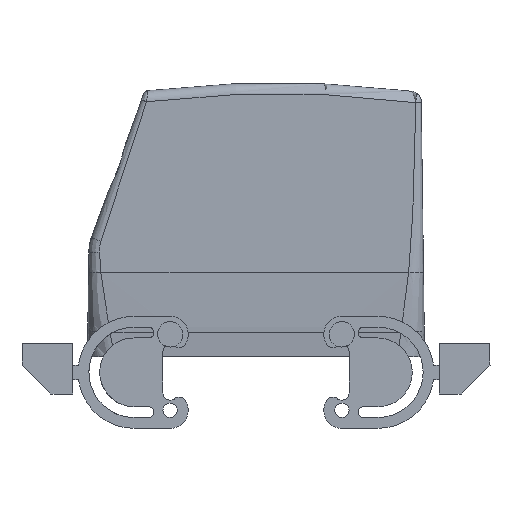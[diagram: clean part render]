
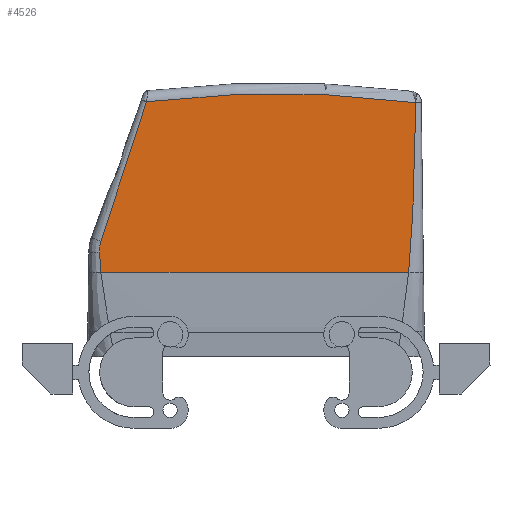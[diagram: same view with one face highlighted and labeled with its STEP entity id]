
A CAD part, left-side view. The second image highlights one B-rep face of the part: STEP entity #4526.
In plain terms, the highlighted planar face has unit normal (-1, 0, 0).
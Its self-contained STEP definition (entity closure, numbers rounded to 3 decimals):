
#4482=AXIS2_PLACEMENT_3D('Plane Axis2P3D',#4479,#4480,#4481) ;
#4486=AXIS2_PLACEMENT_3D('Circle Axis2P3D',#4484,#4485,$) ;
#2432=CARTESIAN_POINT('Vertex',(5.75,22.511,43.138)) ;
#2471=CARTESIAN_POINT('Line Origine',(5.75,64.519,43.138)) ;
#2475=CARTESIAN_POINT('Vertex',(5.75,107.691,43.138)) ;
#3050=CARTESIAN_POINT('Control Point',(5.75,108.021,48.761)) ;
#3051=CARTESIAN_POINT('Control Point',(5.75,107.972,47.639)) ;
#3052=CARTESIAN_POINT('Control Point',(5.75,107.921,46.514)) ;
#3053=CARTESIAN_POINT('Control Point',(5.75,107.859,45.389)) ;
#3054=CARTESIAN_POINT('Control Point',(5.75,107.783,44.263)) ;
#3055=CARTESIAN_POINT('Control Point',(5.75,107.691,43.138)) ;
#3056=CARTESIAN_POINT('Vertex',(5.75,108.021,48.761)) ;
#3930=CARTESIAN_POINT('Vertex',(5.75,20.514,90.128)) ;
#4274=CARTESIAN_POINT('Control Point',(5.75,20.514,90.128)) ;
#4275=CARTESIAN_POINT('Control Point',(5.75,20.515,90.061)) ;
#4276=CARTESIAN_POINT('Control Point',(5.75,20.517,89.995)) ;
#4277=CARTESIAN_POINT('Control Point',(5.75,20.518,89.927)) ;
#4278=CARTESIAN_POINT('Control Point',(5.75,20.521,89.722)) ;
#4279=CARTESIAN_POINT('Control Point',(5.75,20.525,89.501)) ;
#4280=CARTESIAN_POINT('Control Point',(5.75,20.527,89.397)) ;
#4281=CARTESIAN_POINT('Control Point',(5.75,20.53,89.172)) ;
#4282=CARTESIAN_POINT('Control Point',(5.75,20.534,88.947)) ;
#4283=CARTESIAN_POINT('Control Point',(5.75,20.537,88.789)) ;
#4284=CARTESIAN_POINT('Control Point',(5.75,20.542,88.474)) ;
#4285=CARTESIAN_POINT('Control Point',(5.75,20.548,88.159)) ;
#4286=CARTESIAN_POINT('Control Point',(5.75,20.551,88.001)) ;
#4287=CARTESIAN_POINT('Control Point',(5.75,20.562,87.37)) ;
#4288=CARTESIAN_POINT('Control Point',(5.75,20.573,86.738)) ;
#4289=CARTESIAN_POINT('Control Point',(5.75,20.582,86.264)) ;
#4290=CARTESIAN_POINT('Control Point',(5.75,20.6,85.317)) ;
#4291=CARTESIAN_POINT('Control Point',(5.75,20.619,84.369)) ;
#4292=CARTESIAN_POINT('Control Point',(5.75,20.628,83.895)) ;
#4293=CARTESIAN_POINT('Control Point',(5.75,20.658,82.474)) ;
#4294=CARTESIAN_POINT('Control Point',(5.75,20.689,81.053)) ;
#4295=CARTESIAN_POINT('Control Point',(5.75,20.711,80.106)) ;
#4296=CARTESIAN_POINT('Control Point',(5.75,20.791,76.815)) ;
#4297=CARTESIAN_POINT('Control Point',(5.75,20.882,73.526)) ;
#4298=CARTESIAN_POINT('Control Point',(5.75,20.953,71.184)) ;
#4299=CARTESIAN_POINT('Control Point',(5.75,21.092,66.865)) ;
#4300=CARTESIAN_POINT('Control Point',(5.75,21.253,62.548)) ;
#4301=CARTESIAN_POINT('Control Point',(5.75,21.331,60.572)) ;
#4302=CARTESIAN_POINT('Control Point',(5.75,21.461,57.603)) ;
#4303=CARTESIAN_POINT('Control Point',(5.75,21.615,54.635)) ;
#4304=CARTESIAN_POINT('Control Point',(5.75,21.669,53.662)) ;
#4305=CARTESIAN_POINT('Control Point',(5.75,21.83,50.96)) ;
#4306=CARTESIAN_POINT('Control Point',(5.75,22.029,48.26)) ;
#4307=CARTESIAN_POINT('Control Point',(5.75,22.173,46.552)) ;
#4308=CARTESIAN_POINT('Control Point',(5.75,22.334,44.845)) ;
#4309=CARTESIAN_POINT('Control Point',(5.75,22.511,43.138)) ;
#4479=CARTESIAN_POINT('Axis2P3D Location',(5.75,-1.309,-17.843)) ;
#4484=CARTESIAN_POINT('Axis2P3D Location',(5.75,58.75,-204.4)) ;
#4488=CARTESIAN_POINT('Vertex',(5.75,95.02,90.377)) ;
#4492=CARTESIAN_POINT('Control Point',(5.75,95.02,90.377)) ;
#4493=CARTESIAN_POINT('Control Point',(5.75,95.074,90.221)) ;
#4494=CARTESIAN_POINT('Control Point',(5.75,95.127,90.065)) ;
#4495=CARTESIAN_POINT('Control Point',(5.75,95.181,89.909)) ;
#4496=CARTESIAN_POINT('Control Point',(5.75,95.61,88.658)) ;
#4497=CARTESIAN_POINT('Control Point',(5.75,96.039,87.406)) ;
#4498=CARTESIAN_POINT('Control Point',(5.75,96.413,86.31)) ;
#4499=CARTESIAN_POINT('Control Point',(5.75,98.357,80.6)) ;
#4500=CARTESIAN_POINT('Control Point',(5.75,100.267,74.882)) ;
#4501=CARTESIAN_POINT('Control Point',(5.75,101.779,70.261)) ;
#4502=CARTESIAN_POINT('Control Point',(5.75,103.883,63.783)) ;
#4503=CARTESIAN_POINT('Control Point',(5.75,105.951,57.293)) ;
#4504=CARTESIAN_POINT('Control Point',(5.75,106.524,55.483)) ;
#4505=CARTESIAN_POINT('Control Point',(5.75,107.103,53.639)) ;
#4506=CARTESIAN_POINT('Control Point',(5.75,107.675,51.792)) ;
#4507=CARTESIAN_POINT('Vertex',(5.75,107.675,51.792)) ;
#4511=CARTESIAN_POINT('Control Point',(5.75,107.675,51.792)) ;
#4512=CARTESIAN_POINT('Control Point',(5.75,107.848,51.202)) ;
#4513=CARTESIAN_POINT('Control Point',(5.75,107.971,50.597)) ;
#4514=CARTESIAN_POINT('Control Point',(5.75,108.042,49.984)) ;
#4515=CARTESIAN_POINT('Control Point',(5.75,108.058,49.369)) ;
#4516=CARTESIAN_POINT('Control Point',(5.75,108.021,48.761)) ;
#2472=DIRECTION('Vector Direction',(0.,-1.,0.)) ;
#4480=DIRECTION('Axis2P3D Direction',(-1.,0.,0.)) ;
#4481=DIRECTION('Axis2P3D XDirection',(0.,-0.317,0.949)) ;
#4485=DIRECTION('Axis2P3D Direction',(-1.,0.,0.)) ;
#2473=VECTOR('Line Direction',#2472,1.) ;
#4519=ORIENTED_EDGE('',*,*,#4490,.T.) ;
#4520=ORIENTED_EDGE('',*,*,#4509,.F.) ;
#4521=ORIENTED_EDGE('',*,*,#4517,.F.) ;
#4522=ORIENTED_EDGE('',*,*,#3058,.F.) ;
#4523=ORIENTED_EDGE('',*,*,#2477,.T.) ;
#4524=ORIENTED_EDGE('',*,*,#4310,.T.) ;
#4526=ADVANCED_FACE('Hood',(#4525),#4483,.T.) ;
#3049=B_SPLINE_CURVE_WITH_KNOTS('',5,(#3050,#3051,#3052,#3053,#3054,#3055),.UNSPECIFIED.,.F.,.U.,(6,6),(81.523,87.149),.UNSPECIFIED.) ;
#4273=B_SPLINE_CURVE_WITH_KNOTS('',5,(#4274,#4275,#4276,#4277,#4278,#4279,#4280,#4281,#4282,#4283,#4284,#4285,#4286,#4287,#4288,#4289,#4290,#4291,#4292,#4293,#4294,#4295,#4296,#4297,#4298,#4299,#4300,#4301,#4302,#4303,#4304,#4305,#4306,#4307,#4308,#4309),.UNSPECIFIED.,.F.,.U.,(6,3,3,3,3,3,3,3,3,3,3,6),(8.249,8.589,8.929,9.717,10.506,12.88,15.254,20.001,31.754,41.679,46.667,55.257),.UNSPECIFIED.) ;
#4491=B_SPLINE_CURVE_WITH_KNOTS('',5,(#4492,#4493,#4494,#4495,#4496,#4497,#4498,#4499,#4500,#4501,#4502,#4503,#4504,#4505,#4506),.UNSPECIFIED.,.F.,.U.,(6,3,3,3,6),(0.,1.169,9.351,43.805,57.479),.UNSPECIFIED.) ;
#4510=B_SPLINE_CURVE_WITH_KNOTS('',5,(#4511,#4512,#4513,#4514,#4515,#4516),.UNSPECIFIED.,.F.,.U.,(6,6),(0.,4.34),.UNSPECIFIED.) ;
#4487=CIRCLE('generated circle',#4486,297.) ;
#2477=EDGE_CURVE('',#2476,#2433,#2474,.T.) ;
#3058=EDGE_CURVE('',#2476,#3057,#3049,.F.) ;
#4310=EDGE_CURVE('',#2433,#3931,#4273,.F.) ;
#4490=EDGE_CURVE('',#3931,#4489,#4487,.T.) ;
#4509=EDGE_CURVE('',#4508,#4489,#4491,.F.) ;
#4517=EDGE_CURVE('',#3057,#4508,#4510,.F.) ;
#4518=EDGE_LOOP('',(#4519,#4520,#4521,#4522,#4523,#4524)) ;
#4525=FACE_OUTER_BOUND('',#4518,.T.) ;
#2474=LINE('Line',#2471,#2473) ;
#4483=PLANE('',#4482) ;
#2433=VERTEX_POINT('',#2432) ;
#2476=VERTEX_POINT('',#2475) ;
#3057=VERTEX_POINT('',#3056) ;
#3931=VERTEX_POINT('',#3930) ;
#4489=VERTEX_POINT('',#4488) ;
#4508=VERTEX_POINT('',#4507) ;
